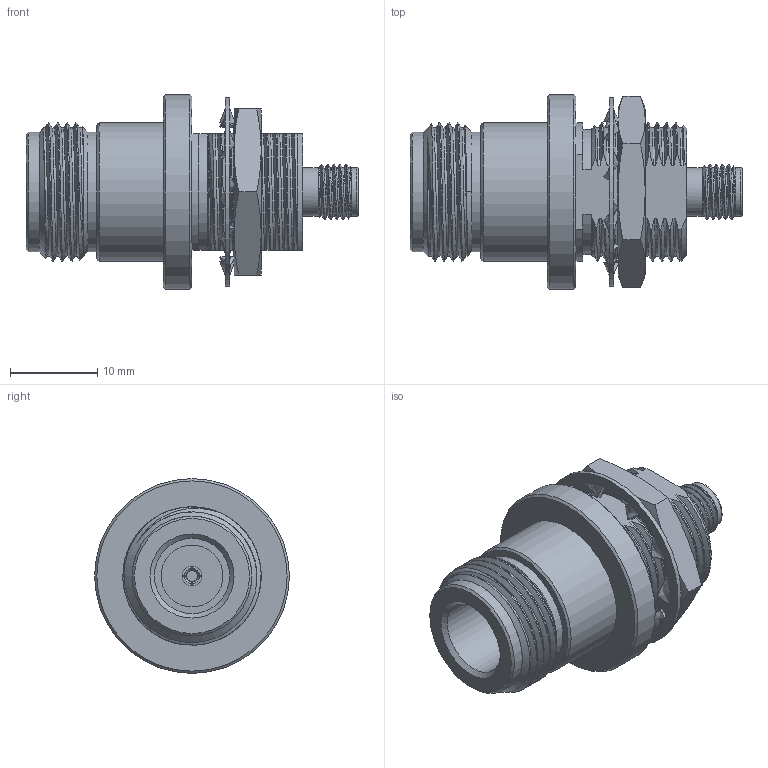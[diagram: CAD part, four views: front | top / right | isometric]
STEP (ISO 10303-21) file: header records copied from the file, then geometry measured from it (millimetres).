
FILE_DESCRIPTION (( 'STEP AP203' ), '1' );
FILE_NAME ('SM4234.step', '2020-01-09T21:30:42', ( '' ), ( '' ), 'SwSTEP 2.0', 'SolidWorks 2018', '' );
FILE_SCHEMA (( 'CONFIG_CONTROL_DESIGN' ));
Products named in the file (1): SM4234
Bounding box: 38.1 x 22.35 x 22.35 mm (x, y, z)
Volume: 6146 mm3; surface area: 4405.7 mm2
Topology: 3 solids, 3 shells, 260 faces, 735 edges, 495 vertices
Faces by surface type: bspline 111, cylinder 60, plane 54, cone 34, torus 1
Full cylindrical faces by diameter (mm): 0.94 x1, 1.194 x1, 1.27 x1, 2.286 x1, 4.572 x1, 5.582 x2, 6.35 x1, 7.112 x1, 8.636 x1, 11.43 x1, 13.716 x2, 15.875 x1, 21.59 x1, 22.352 x1
Entity records: 33595 total; most frequent: CARTESIAN_POINT 28213, ORIENTED_EDGE 1410, EDGE_CURVE 705, DIRECTION 680, VERTEX_POINT 489, B_SPLINE_CURVE_WITH_KNOTS 304, EDGE_LOOP 302, AXIS2_PLACEMENT_3D 278
